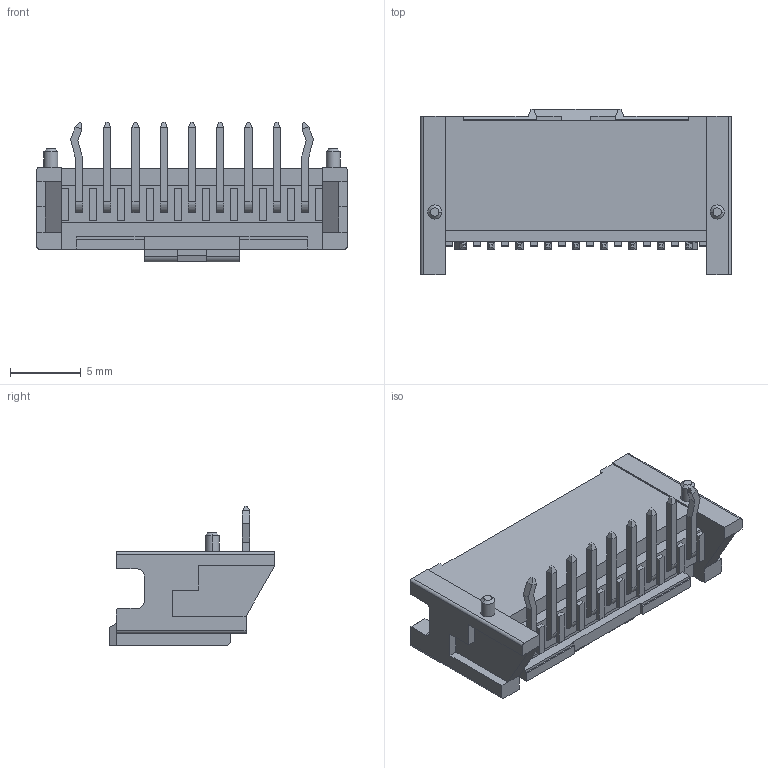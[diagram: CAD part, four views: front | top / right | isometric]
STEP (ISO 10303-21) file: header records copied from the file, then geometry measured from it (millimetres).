
FILE_DESCRIPTION((''),'2;1');
FILE_NAME('559350910','2016-09-16T',('gsharma'),(''),'PRO/ENGINEER BY PARAMETRIC TECHNOLOGY CORPORATION, 2012310','PRO/ENGINEER BY PARAMETRIC TECHNOLOGY CORPORATION, 2012310','');
FILE_SCHEMA(('CONFIG_CONTROL_DESIGN'));
Length unit declared in the file: millimetre
Products named in the file (1): 559350910
Bounding box: 22 x 11.75 x 9.9 mm (x, y, z)
Volume: 522.6 mm3; surface area: 1399.3 mm2
Topology: 1 solids, 1 shells, 449 faces, 1176 edges, 764 vertices
Faces by surface type: plane 393, cylinder 40, cone 16
Entity records: 13472 total; most frequent: CARTESIAN_POINT 2350, ORIENTED_EDGE 2290, DIRECTION 2194, EDGE_CURVE 1145, VECTOR 1058, LINE 1058, VERTEX_POINT 724, AXIS2_PLACEMENT_3D 568
